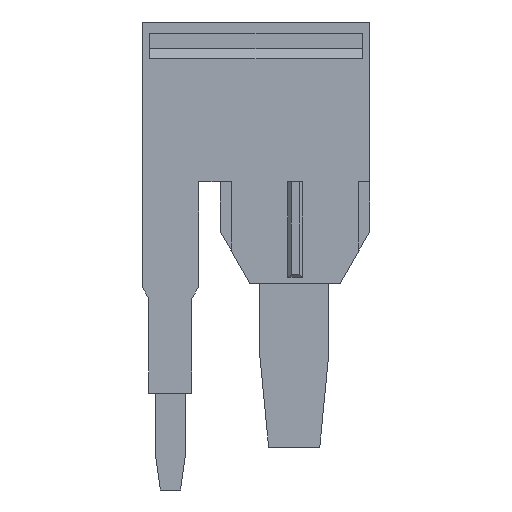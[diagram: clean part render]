
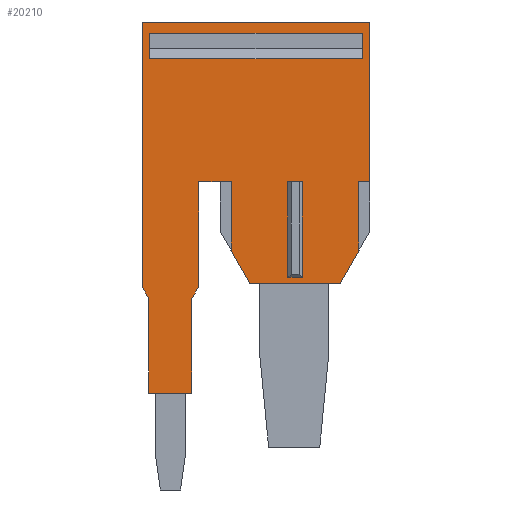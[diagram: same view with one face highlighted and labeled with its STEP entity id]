
A CAD part, front view. The second image highlights one B-rep face of the part: STEP entity #20210.
In plain terms, the highlighted face is planar.
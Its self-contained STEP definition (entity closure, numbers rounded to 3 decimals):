
#2770=CARTESIAN_POINT('',(7.457,5.551,
31.77));
#2780=VERTEX_POINT('',#2770);
#2810=CARTESIAN_POINT('',(7.457,5.551,-20.24));
#2820=DIRECTION('',(0.,0.,1.));
#2830=VECTOR('',#2820,1.);
#2840=LINE('',#2810,#2830);
#2850=CARTESIAN_POINT('',(7.457,5.551,
33.65));
#2860=VERTEX_POINT('',#2850);
#2870=EDGE_CURVE('',#2780,#2860,#2840,.T.);
#3640=CARTESIAN_POINT('',(7.457,5.551,-20.24));
#3650=DIRECTION('',(0.,0.,-1.));
#3660=VECTOR('',#3650,1.);
#3670=LINE('',#3640,#3660);
#3680=CARTESIAN_POINT('',(7.457,5.551,
34.65));
#3690=VERTEX_POINT('',#3680);
#3700=EDGE_CURVE('',#3690,#2860,#3670,.T.);
#4080=CARTESIAN_POINT('',(7.457,-0.553,
34.65));
#4090=VERTEX_POINT('',#4080);
#4190=CARTESIAN_POINT('',(7.457,3.95,
34.65));
#4200=DIRECTION('',(0.,1.,0.));
#4210=VECTOR('',#4200,1.);
#4220=LINE('',#4190,#4210);
#4230=EDGE_CURVE('',#4090,#3690,#4220,.T.);
#5370=CARTESIAN_POINT('',(7.457,3.95,
32.05));
#5380=DIRECTION('',(0.,-0.866,
0.5));
#5390=VECTOR('',#5380,1.);
#5400=LINE('',#5370,#5390);
#5410=CARTESIAN_POINT('',(7.457,-3.375,
36.279));
#5420=VERTEX_POINT('',#5410);
#5430=EDGE_CURVE('',#4090,#5420,#5400,.T.);
#5890=CARTESIAN_POINT('',(7.457,18.625,
27.47));
#5900=VERTEX_POINT('',#5890);
#6060=CARTESIAN_POINT('',(7.457,16.383,
27.47));
#6070=VERTEX_POINT('',#6060);
#6100=CARTESIAN_POINT('',(7.457,-8.355,
27.47));
#6110=DIRECTION('',(0.,1.,0.));
#6120=VECTOR('',#6110,1.);
#6130=LINE('',#6100,#6120);
#6140=EDGE_CURVE('',#6070,#5900,#6130,.T.);
#6670=CARTESIAN_POINT('',(7.457,-3.342,-20.24));
#6680=DIRECTION('',(0.,-0.001,
1.));
#6690=VECTOR('',#6680,1.);
#6700=LINE('',#6670,#6690);
#6710=CARTESIAN_POINT('',(7.457,-3.38,
44.218));
#6720=VERTEX_POINT('',#6710);
#6730=EDGE_CURVE('',#5420,#6720,#6700,.T.);
#9370=CARTESIAN_POINT('',(7.457,3.95,
48.45));
#9380=DIRECTION('',(0.,0.866,
0.5));
#9390=VECTOR('',#9380,1.);
#9400=LINE('',#9370,#9390);
#9410=CARTESIAN_POINT('',(7.457,-0.553,
45.85));
#9420=VERTEX_POINT('',#9410);
#9430=EDGE_CURVE('',#6720,#9420,#9400,.T.);
#9860=CARTESIAN_POINT('',(7.457,19.625,
46.85));
#9870=VERTEX_POINT('',#9860);
#10180=CARTESIAN_POINT('',(7.457,5.551,
46.85));
#10190=VERTEX_POINT('',#10180);
#10220=CARTESIAN_POINT('',(7.457,-8.355,
46.85));
#10230=DIRECTION('',(0.,-1.,0.));
#10240=VECTOR('',#10230,1.);
#10250=LINE('',#10220,#10240);
#10260=EDGE_CURVE('',#9870,#10190,#10250,.T.);
#11170=CARTESIAN_POINT('',(7.457,3.95,
45.85));
#11180=DIRECTION('',(0.,-1.,0.));
#11190=VECTOR('',#11180,1.);
#11200=LINE('',#11170,#11190);
#11210=CARTESIAN_POINT('',(7.457,5.551,
45.85));
#11220=VERTEX_POINT('',#11210);
#11230=EDGE_CURVE('',#11220,#9420,#11200,.T.);
#11560=CARTESIAN_POINT('',(7.457,5.551,-20.24));
#11570=DIRECTION('',(0.,0.,1.));
#11580=VECTOR('',#11570,1.);
#11590=LINE('',#11560,#11580);
#11600=EDGE_CURVE('',#11220,#10190,#11590,.T.);
#12040=CARTESIAN_POINT('',(7.457,19.625,
26.835));
#12050=DIRECTION('',(0.,0.,1.));
#12060=VECTOR('',#12050,1.);
#12070=LINE('',#12040,#12060);
#12080=CARTESIAN_POINT('',(7.457,19.625,
26.77));
#12090=VERTEX_POINT('',#12080);
#12100=EDGE_CURVE('',#12090,#9870,#12070,.T.);
#12360=CARTESIAN_POINT('',(7.457,-8.355,
26.77));
#12370=DIRECTION('',(0.,-1.,0.));
#12380=VECTOR('',#12370,1.);
#12390=LINE('',#12360,#12380);
#12400=CARTESIAN_POINT('',(7.457,-3.686,
26.77));
#12410=VERTEX_POINT('',#12400);
#12420=EDGE_CURVE('',#12090,#12410,#12390,.T.);
#12700=CARTESIAN_POINT('',(7.457,-3.686,
31.77));
#12710=VERTEX_POINT('',#12700);
#12740=CARTESIAN_POINT('',(7.457,3.95,
31.77));
#12750=DIRECTION('',(0.,1.,0.));
#12760=VECTOR('',#12750,1.);
#12770=LINE('',#12740,#12760);
#12780=EDGE_CURVE('',#12710,#2780,#12770,.T.);
#13010=CARTESIAN_POINT('',(7.457,-4.725,
31.17));
#13020=VERTEX_POINT('',#13010);
#13050=CARTESIAN_POINT('',(7.457,3.95,
36.179));
#13060=DIRECTION('',(0.,0.866,
0.5));
#13070=VECTOR('',#13060,1.);
#13080=LINE('',#13050,#13070);
#13090=EDGE_CURVE('',#13020,#12710,#13080,.T.);
#13270=CARTESIAN_POINT('',(7.457,-8.355,
46.15));
#13280=DIRECTION('',(0.,1.,0.));
#13290=VECTOR('',#13280,1.);
#13300=LINE('',#13270,#13290);
#13310=CARTESIAN_POINT('',(7.457,16.383,
46.15));
#13320=VERTEX_POINT('',#13310);
#13330=CARTESIAN_POINT('',(7.457,18.625,
46.15));
#13340=VERTEX_POINT('',#13330);
#13350=EDGE_CURVE('',#13320,#13340,#13300,.T.);
#13780=CARTESIAN_POINT('',(7.457,-13.075,
31.17));
#13790=VERTEX_POINT('',#13780);
#13820=CARTESIAN_POINT('',(7.457,3.95,
31.17));
#13830=DIRECTION('',(0.,1.,0.));
#13840=VECTOR('',#13830,1.);
#13850=LINE('',#13820,#13840);
#13860=EDGE_CURVE('',#13790,#13020,#13850,.T.);
#14290=CARTESIAN_POINT('',(7.457,16.383,
26.835));
#14300=DIRECTION('',(0.,0.,1.));
#14310=VECTOR('',#14300,1.);
#14320=LINE('',#14290,#14310);
#14330=EDGE_CURVE('',#6070,#13320,#14320,.T.);
#14520=CARTESIAN_POINT('',(7.457,18.625,
26.835));
#14530=DIRECTION('',(0.,0.,1.));
#14540=VECTOR('',#14530,1.);
#14550=LINE('',#14520,#14540);
#14560=EDGE_CURVE('',#5900,#13340,#14550,.T.);
#14780=CARTESIAN_POINT('',(7.457,3.95,
22.361));
#14790=DIRECTION('',(0.,-0.866,
0.5));
#14800=VECTOR('',#14790,1.);
#14810=LINE('',#14780,#14800);
#14820=CARTESIAN_POINT('',(7.457,-4.725,
27.37));
#14830=VERTEX_POINT('',#14820);
#14840=EDGE_CURVE('',#12410,#14830,#14810,.T.);
#15090=CARTESIAN_POINT('',(7.457,3.95,
27.37));
#15100=DIRECTION('',(0.,-1.,0.));
#15110=VECTOR('',#15100,1.);
#15120=LINE('',#15090,#15110);
#15130=CARTESIAN_POINT('',(7.457,-13.075,
27.37));
#15140=VERTEX_POINT('',#15130);
#15150=EDGE_CURVE('',#14830,#15140,#15120,.T.);
#15740=CARTESIAN_POINT('',(7.457,-13.075,-20.24));
#15750=DIRECTION('',(0.,0.,1.));
#15760=VECTOR('',#15750,1.);
#15770=LINE('',#15740,#15760);
#15780=EDGE_CURVE('',#15140,#13790,#15770,.T.);
#18250=CARTESIAN_POINT('',(7.457,-2.877,
39.625));
#18260=VERTEX_POINT('',#18250);
#18290=CARTESIAN_POINT('',(7.457,3.95,
39.625));
#18300=DIRECTION('',(0.,-1.,0.));
#18310=VECTOR('',#18300,1.);
#18320=LINE('',#18290,#18310);
#18330=CARTESIAN_POINT('',(7.457,5.551,
39.625));
#18340=VERTEX_POINT('',#18330);
#18350=EDGE_CURVE('',#18340,#18260,#18320,.T.);
#18660=CARTESIAN_POINT('',(7.457,5.551,-20.24));
#18670=DIRECTION('',(0.,0.,1.));
#18680=VECTOR('',#18670,1.);
#18690=LINE('',#18660,#18680);
#18700=CARTESIAN_POINT('',(7.457,5.551,
40.875));
#18710=VERTEX_POINT('',#18700);
#18720=EDGE_CURVE('',#18340,#18710,#18690,.T.);
#19040=CARTESIAN_POINT('',(7.457,-2.877,-20.24));
#19050=DIRECTION('',(0.,0.,-1.));
#19060=VECTOR('',#19050,1.);
#19070=LINE('',#19040,#19060);
#19080=CARTESIAN_POINT('',(7.457,-2.877,
40.875));
#19090=VERTEX_POINT('',#19080);
#19100=EDGE_CURVE('',#19090,#18260,#19070,.T.);
#19670=CARTESIAN_POINT('',(7.457,3.95,
40.875));
#19680=DIRECTION('',(0.,1.,0.));
#19690=VECTOR('',#19680,1.);
#19700=LINE('',#19670,#19690);
#19710=EDGE_CURVE('',#19090,#18710,#19700,.T.);
#19850=CARTESIAN_POINT('',(7.457,15.351,
27.37));
#19860=DIRECTION('',(-1.,0.,0.));
#19870=DIRECTION('',(0.,0.,-1.));
#19880=AXIS2_PLACEMENT_3D('',#19850,#19860,#19870);
#19890=PLANE('',#19880);
#19900=ORIENTED_EDGE('',*,*,#19710,.F.);
#19910=ORIENTED_EDGE('',*,*,#18720,.T.);
#19920=ORIENTED_EDGE('',*,*,#18350,.F.);
#19930=ORIENTED_EDGE('',*,*,#19100,.T.);
#19940=EDGE_LOOP('',(#19930,#19920,#19910,#19900));
#19950=FACE_BOUND('',#19940,.T.);
#19960=ORIENTED_EDGE('',*,*,#6140,.T.);
#19970=ORIENTED_EDGE('',*,*,#14330,.F.);
#19980=ORIENTED_EDGE('',*,*,#13350,.F.);
#19990=ORIENTED_EDGE('',*,*,#14560,.T.);
#20000=EDGE_LOOP('',(#19990,#19980,#19970,#19960));
#20010=FACE_BOUND('',#20000,.T.);
#20020=ORIENTED_EDGE('',*,*,#12100,.F.);
#20030=ORIENTED_EDGE('',*,*,#10260,.F.);
#20040=ORIENTED_EDGE('',*,*,#11600,.T.);
#20050=ORIENTED_EDGE('',*,*,#11230,.F.);
#20060=ORIENTED_EDGE('',*,*,#9430,.T.);
#20070=ORIENTED_EDGE('',*,*,#6730,.T.);
#20080=ORIENTED_EDGE('',*,*,#5430,.T.);
#20090=ORIENTED_EDGE('',*,*,#4230,.F.);
#20100=ORIENTED_EDGE('',*,*,#3700,.F.);
#20110=ORIENTED_EDGE('',*,*,#2870,.T.);
#20120=ORIENTED_EDGE('',*,*,#12780,.T.);
#20130=ORIENTED_EDGE('',*,*,#13090,.T.);
#20140=ORIENTED_EDGE('',*,*,#13860,.T.);
#20150=ORIENTED_EDGE('',*,*,#15780,.T.);
#20160=ORIENTED_EDGE('',*,*,#15150,.T.);
#20170=ORIENTED_EDGE('',*,*,#14840,.T.);
#20180=ORIENTED_EDGE('',*,*,#12420,.T.);
#20190=EDGE_LOOP('',(#20180,#20170,#20160,#20150,#20140,#20130,#20120,
#20110,#20100,#20090,#20080,#20070,#20060,#20050,#20040,#20030,#20020));
#20200=FACE_OUTER_BOUND('',#20190,.T.);
#20210=ADVANCED_FACE('',(#19950,#20010,#20200),#19890,.T.);
